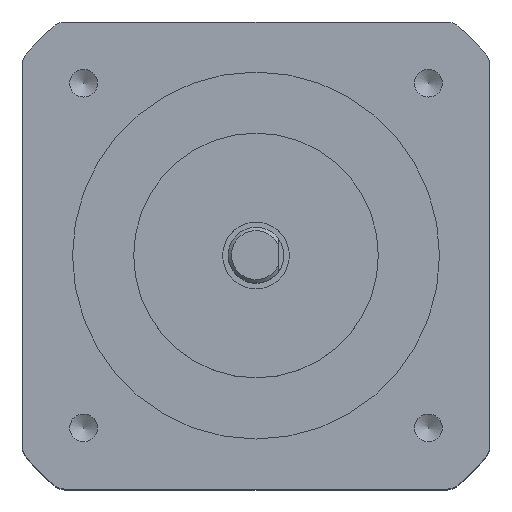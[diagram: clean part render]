
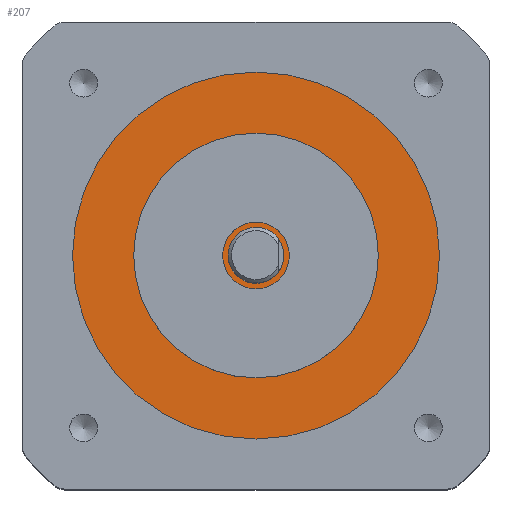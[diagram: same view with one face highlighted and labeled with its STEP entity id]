
A CAD part, top view. The second image highlights one B-rep face of the part: STEP entity #207.
In plain terms, the highlighted planar face has unit normal (0, 0, 1).
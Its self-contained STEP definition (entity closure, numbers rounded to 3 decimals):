
#207 = ADVANCED_FACE( '', ( #489, #490 ), #491, .F. );
#489 = FACE_BOUND( '', #854, .T. );
#490 = FACE_OUTER_BOUND( '', #855, .T. );
#491 = PLANE( '', #856 );
#854 = EDGE_LOOP( '', ( #1384 ) );
#855 = EDGE_LOOP( '', ( #1385 ) );
#856 = AXIS2_PLACEMENT_3D( '', #1386, #1387, #1388 );
#1384 = ORIENTED_EDGE( '', *, *, #2186, .T. );
#1385 = ORIENTED_EDGE( '', *, *, #2241, .F. );
#1386 = CARTESIAN_POINT( '', ( 0., 0., -0.5 ) );
#1387 = DIRECTION( '', ( 0., 0., -1. ) );
#1388 = DIRECTION( '', ( -1., 0., 0. ) );
#2186 = EDGE_CURVE( '', #2648, #2648, #2649, .T. );
#2241 = EDGE_CURVE( '', #2733, #2733, #2734, .T. );
#2648 = VERTEX_POINT( '', #3244 );
#2649 = CIRCLE( '', #3245, 2.5 );
#2733 = VERTEX_POINT( '', #3354 );
#2734 = CIRCLE( '', #3355, 16.5 );
#3244 = CARTESIAN_POINT( '', ( 2.5, 0., -0.5 ) );
#3245 = AXIS2_PLACEMENT_3D( '', #3875, #3876, #3877 );
#3354 = CARTESIAN_POINT( '', ( 0., -16.5, -0.5 ) );
#3355 = AXIS2_PLACEMENT_3D( '', #3948, #3949, #3950 );
#3875 = CARTESIAN_POINT( '', ( 0., 0., -0.5 ) );
#3876 = DIRECTION( '', ( 0., 0., -1. ) );
#3877 = DIRECTION( '', ( 1., 0., 0. ) );
#3948 = CARTESIAN_POINT( '', ( 0., 0., -0.5 ) );
#3949 = DIRECTION( '', ( 0., 0., -1. ) );
#3950 = DIRECTION( '', ( 0., -1., 0. ) );
